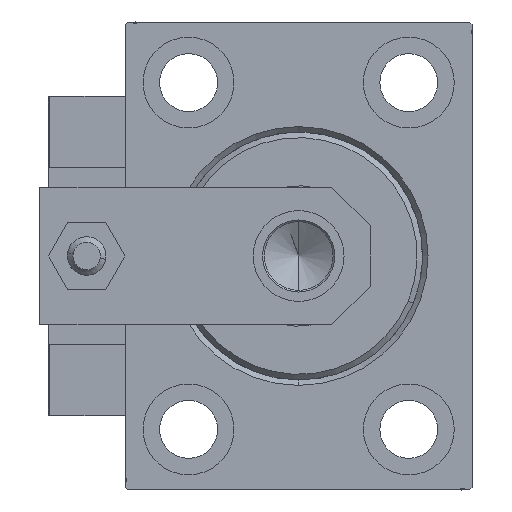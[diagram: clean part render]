
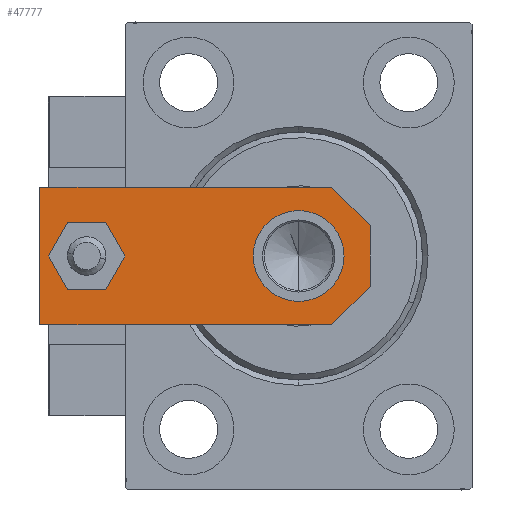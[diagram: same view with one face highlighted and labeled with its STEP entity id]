
A CAD part, left-side view. The second image highlights one B-rep face of the part: STEP entity #47777.
In plain terms, the highlighted face is planar.
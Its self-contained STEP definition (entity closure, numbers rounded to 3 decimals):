
#2235 = LINE ( 'NONE', #48555, #19848 ) ;
#2482 = DIRECTION ( 'NONE',  ( 0.707, -0.707, 0. ) ) ;
#2854 = CARTESIAN_POINT ( 'NONE',  ( -12.5, 60., 6. ) ) ;
#4016 = FACE_BOUND ( 'NONE', #6825, .T. ) ;
#5393 = DIRECTION ( 'NONE',  ( 1., 0., 0. ) ) ;
#5798 = DIRECTION ( 'NONE',  ( 1., 0., 0. ) ) ;
#6191 = VERTEX_POINT ( 'NONE', #2854 ) ;
#6825 = EDGE_LOOP ( 'NONE', ( #49235, #27967 ) ) ;
#7467 = AXIS2_PLACEMENT_3D ( 'NONE', #27058, #12638, #47305 ) ;
#7898 = DIRECTION ( 'NONE',  ( 1., 0., 0. ) ) ;
#8623 = CARTESIAN_POINT ( 'NONE',  ( 12.5, 60., 6. ) ) ;
#9341 = VECTOR ( 'NONE', #23203, 1000. ) ;
#9903 = ORIENTED_EDGE ( 'NONE', *, *, #33423, .T. ) ;
#10975 = CARTESIAN_POINT ( 'NONE',  ( 0., 51.5, 6. ) ) ;
#11106 = CARTESIAN_POINT ( 'NONE',  ( 12.5, 60., 6. ) ) ;
#11149 = EDGE_CURVE ( 'NONE', #26928, #39991, #39637, .T. ) ;
#11489 = EDGE_CURVE ( 'NONE', #41089, #46833, #23276, .T. ) ;
#11952 = VECTOR ( 'NONE', #48928, 1000. ) ;
#12565 = VERTEX_POINT ( 'NONE', #11106 ) ;
#12638 = DIRECTION ( 'NONE',  ( 0., 0., 1. ) ) ;
#12955 = VECTOR ( 'NONE', #23031, 1000. ) ;
#12959 = EDGE_CURVE ( 'NONE', #22146, #44541, #45362, .T. ) ;
#12962 = CARTESIAN_POINT ( 'NONE',  ( 0., 51.5, 6. ) ) ;
#13946 = VERTEX_POINT ( 'NONE', #44075 ) ;
#14012 = CARTESIAN_POINT ( 'NONE',  ( -12.5, 60., 6. ) ) ;
#14283 = AXIS2_PLACEMENT_3D ( 'NONE', #35673, #16455, #5798 ) ;
#15196 = CARTESIAN_POINT ( 'NONE',  ( 2.75, -2.75, 6. ) ) ;
#15459 = VECTOR ( 'NONE', #5393, 1000. ) ;
#15467 = LINE ( 'NONE', #8623, #36283 ) ;
#16455 = DIRECTION ( 'NONE',  ( 0., 0., 1. ) ) ;
#19113 = CIRCLE ( 'NONE', #14283, 8.25 ) ;
#19703 = CARTESIAN_POINT ( 'NONE',  ( 8.25, 13., 6. ) ) ;
#19848 = VECTOR ( 'NONE', #2482, 1000. ) ;
#20415 = ORIENTED_EDGE ( 'NONE', *, *, #45528, .T. ) ;
#21369 = AXIS2_PLACEMENT_3D ( 'NONE', #12962, #24597, #35722 ) ;
#22146 = VERTEX_POINT ( 'NONE', #19703 ) ;
#23031 = DIRECTION ( 'NONE',  ( 0.707, 0.707, 0. ) ) ;
#23190 = EDGE_CURVE ( 'NONE', #46833, #12565, #42437, .T. ) ;
#23203 = DIRECTION ( 'NONE',  ( 0., 1., 0. ) ) ;
#23276 = LINE ( 'NONE', #15196, #12955 ) ;
#24597 = DIRECTION ( 'NONE',  ( 0., 0., 1. ) ) ;
#24633 = ORIENTED_EDGE ( 'NONE', *, *, #23190, .T. ) ;
#24723 = VERTEX_POINT ( 'NONE', #24916 ) ;
#24899 = LINE ( 'NONE', #14012, #11952 ) ;
#24900 = EDGE_CURVE ( 'NONE', #39991, #26928, #36717, .T. ) ;
#24916 = CARTESIAN_POINT ( 'NONE',  ( -5.5, 0., 6. ) ) ;
#25820 = ORIENTED_EDGE ( 'NONE', *, *, #24900, .F. ) ;
#26928 = VERTEX_POINT ( 'NONE', #39115 ) ;
#27039 = EDGE_LOOP ( 'NONE', ( #25820, #29156 ) ) ;
#27058 = CARTESIAN_POINT ( 'NONE',  ( 0., 0., 6. ) ) ;
#27567 = AXIS2_PLACEMENT_3D ( 'NONE', #40613, #28971, #40108 ) ;
#27967 = ORIENTED_EDGE ( 'NONE', *, *, #12959, .F. ) ;
#28247 = EDGE_CURVE ( 'NONE', #13946, #24723, #2235, .T. ) ;
#28971 = DIRECTION ( 'NONE',  ( 0., 0., 1. ) ) ;
#29156 = ORIENTED_EDGE ( 'NONE', *, *, #11149, .F. ) ;
#29417 = LINE ( 'NONE', #40315, #15459 ) ;
#29524 = CARTESIAN_POINT ( 'NONE',  ( -8.25, 13., 6. ) ) ;
#30260 = CARTESIAN_POINT ( 'NONE',  ( -4., 51.5, 6. ) ) ;
#30370 = EDGE_CURVE ( 'NONE', #44541, #22146, #19113, .T. ) ;
#30735 = AXIS2_PLACEMENT_3D ( 'NONE', #10975, #38277, #7898 ) ;
#31601 = FACE_BOUND ( 'NONE', #27039, .T. ) ;
#33423 = EDGE_CURVE ( 'NONE', #6191, #13946, #24899, .T. ) ;
#34642 = CARTESIAN_POINT ( 'NONE',  ( 12.5, 7., 6. ) ) ;
#35115 = EDGE_LOOP ( 'NONE', ( #9903, #41481, #20415, #40065, #24633, #40912 ) ) ;
#35144 = FACE_OUTER_BOUND ( 'NONE', #35115, .T. ) ;
#35567 = EDGE_CURVE ( 'NONE', #12565, #6191, #15467, .T. ) ;
#35673 = CARTESIAN_POINT ( 'NONE',  ( 0., 13., 6. ) ) ;
#35722 = DIRECTION ( 'NONE',  ( 1., 0., 0. ) ) ;
#36283 = VECTOR ( 'NONE', #46836, 1000. ) ;
#36717 = CIRCLE ( 'NONE', #21369, 4. ) ;
#38277 = DIRECTION ( 'NONE',  ( 0., 0., 1. ) ) ;
#38947 = PLANE ( 'NONE',  #7467 ) ;
#39115 = CARTESIAN_POINT ( 'NONE',  ( 4., 51.5, 6. ) ) ;
#39637 = CIRCLE ( 'NONE', #30735, 4. ) ;
#39669 = CARTESIAN_POINT ( 'NONE',  ( 5.5, 0., 6. ) ) ;
#39991 = VERTEX_POINT ( 'NONE', #30260 ) ;
#40065 = ORIENTED_EDGE ( 'NONE', *, *, #11489, .T. ) ;
#40108 = DIRECTION ( 'NONE',  ( 1., 0., 0. ) ) ;
#40315 = CARTESIAN_POINT ( 'NONE',  ( -12.5, 0., 6. ) ) ;
#40613 = CARTESIAN_POINT ( 'NONE',  ( 0., 13., 6. ) ) ;
#40912 = ORIENTED_EDGE ( 'NONE', *, *, #35567, .T. ) ;
#41089 = VERTEX_POINT ( 'NONE', #39669 ) ;
#41481 = ORIENTED_EDGE ( 'NONE', *, *, #28247, .T. ) ;
#42437 = LINE ( 'NONE', #50036, #9341 ) ;
#44075 = CARTESIAN_POINT ( 'NONE',  ( -12.5, 7., 6. ) ) ;
#44541 = VERTEX_POINT ( 'NONE', #29524 ) ;
#45362 = CIRCLE ( 'NONE', #27567, 8.25 ) ;
#45528 = EDGE_CURVE ( 'NONE', #24723, #41089, #29417, .T. ) ;
#46833 = VERTEX_POINT ( 'NONE', #34642 ) ;
#46836 = DIRECTION ( 'NONE',  ( -1., 0., 0. ) ) ;
#47305 = DIRECTION ( 'NONE',  ( 1., 0., 0. ) ) ;
#47777 = ADVANCED_FACE ( 'NONE', ( #31601, #35144, #4016 ), #38947, .T. ) ;
#48555 = CARTESIAN_POINT ( 'NONE',  ( -2.75, -2.75, 6. ) ) ;
#48928 = DIRECTION ( 'NONE',  ( 0., -1., 0. ) ) ;
#49235 = ORIENTED_EDGE ( 'NONE', *, *, #30370, .F. ) ;
#50036 = CARTESIAN_POINT ( 'NONE',  ( 12.5, 0., 6. ) ) ;
